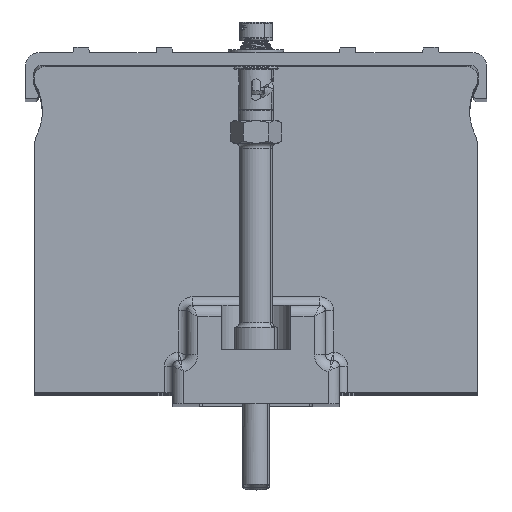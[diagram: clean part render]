
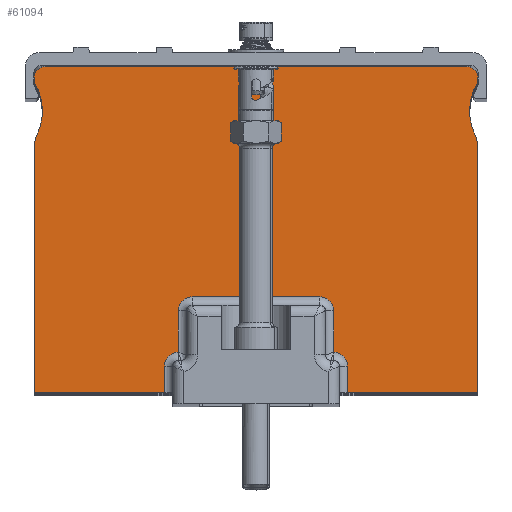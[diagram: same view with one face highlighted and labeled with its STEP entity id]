
A CAD part, top view. The second image highlights one B-rep face of the part: STEP entity #61094.
In plain terms, the highlighted planar face has unit normal (0, 0, 1).
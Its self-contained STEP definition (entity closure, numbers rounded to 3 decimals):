
#3564=CARTESIAN_POINT('',(-48.5,52.8,284.));
#3565=DIRECTION('',(0.,0.,-1.));
#3566=DIRECTION('',(0.857,0.515,0.));
#3567=AXIS2_PLACEMENT_3D('',#3564,#3565,#3566);
#3569=CARTESIAN_POINT('',(-39.5,58.208,284.));
#3570=DIRECTION('',(0.,0.,-1.));
#3571=DIRECTION('',(-0.857,-0.515,0.));
#3572=AXIS2_PLACEMENT_3D('',#3569,#3570,#3571);
#3574=DIRECTION('',(0.,1.,0.));
#3575=VECTOR('',#3574,0.592);
#3576=CARTESIAN_POINT('',(-40.,58.208,284.));
#3577=LINE('',#3576,#3575);
#3578=CARTESIAN_POINT('',(-38.,58.8,284.));
#3579=DIRECTION('',(0.,0.,-1.));
#3580=DIRECTION('',(-1.,0.,0.));
#3581=AXIS2_PLACEMENT_3D('',#3578,#3579,#3580);
#3583=DIRECTION('',(1.,0.,0.));
#3584=VECTOR('',#3583,76.);
#3585=CARTESIAN_POINT('',(-38.,60.8,284.));
#3586=LINE('',#3585,#3584);
#3587=CARTESIAN_POINT('',(38.,58.8,284.));
#3588=DIRECTION('',(0.,0.,-1.));
#3589=DIRECTION('',(0.,1.,0.));
#3590=AXIS2_PLACEMENT_3D('',#3587,#3588,#3589);
#3592=DIRECTION('',(0.,-1.,0.));
#3593=VECTOR('',#3592,0.592);
#3594=CARTESIAN_POINT('',(40.,58.8,284.));
#3595=LINE('',#3594,#3593);
#3596=CARTESIAN_POINT('',(39.5,58.208,284.));
#3597=DIRECTION('',(0.,0.,1.));
#3598=DIRECTION('',(0.857,-0.515,0.));
#3599=AXIS2_PLACEMENT_3D('',#3596,#3597,#3598);
#3601=CARTESIAN_POINT('',(48.5,52.8,284.));
#3602=DIRECTION('',(0.,0.,1.));
#3603=DIRECTION('',(-0.857,0.515,0.));
#3604=AXIS2_PLACEMENT_3D('',#3601,#3602,#3603);
#3606=CARTESIAN_POINT('',(35.,46.262,284.));
#3607=DIRECTION('',(0.,0.,1.));
#3608=DIRECTION('',(1.,0.,0.));
#3609=AXIS2_PLACEMENT_3D('',#3606,#3607,#3608);
#3611=DIRECTION('',(0.,-1.,0.));
#3612=VECTOR('',#3611,44.262);
#3613=CARTESIAN_POINT('',(40.,46.262,284.));
#3614=LINE('',#3613,#3612);
#3615=DIRECTION('',(-1.,0.,0.));
#3616=VECTOR('',#3615,23.5);
#3617=CARTESIAN_POINT('',(40.,2.,284.));
#3618=LINE('',#3617,#3616);
#3619=DIRECTION('',(0.,1.,0.));
#3620=VECTOR('',#3619,4.8);
#3621=CARTESIAN_POINT('',(16.5,2.,284.));
#3622=LINE('',#3621,#3620);
#3623=CARTESIAN_POINT('',(14.,6.8,284.));
#3624=DIRECTION('',(0.,0.,1.));
#3625=DIRECTION('',(1.,0.,0.));
#3626=AXIS2_PLACEMENT_3D('',#3623,#3624,#3625);
#3628=CARTESIAN_POINT('',(14.,9.3,284.));
#3629=CARTESIAN_POINT('',(14.,10.133,284.));
#3630=CARTESIAN_POINT('',(14.,11.8,284.));
#3631=CARTESIAN_POINT('',(14.,14.3,284.));
#3632=CARTESIAN_POINT('',(14.,15.967,284.));
#3633=CARTESIAN_POINT('',(14.,16.8,284.));
#3635=CARTESIAN_POINT('',(11.5,16.8,284.));
#3636=DIRECTION('',(0.,0.,1.));
#3637=DIRECTION('',(1.,0.,0.));
#3638=AXIS2_PLACEMENT_3D('',#3635,#3636,#3637);
#3640=DIRECTION('',(-1.,0.,0.));
#3641=VECTOR('',#3640,23.);
#3642=CARTESIAN_POINT('',(11.5,19.3,284.));
#3643=LINE('',#3642,#3641);
#3644=CARTESIAN_POINT('',(-11.5,16.8,284.));
#3645=DIRECTION('',(0.,0.,1.));
#3646=DIRECTION('',(0.,1.,0.));
#3647=AXIS2_PLACEMENT_3D('',#3644,#3645,#3646);
#3649=CARTESIAN_POINT('',(-14.,16.8,284.));
#3650=CARTESIAN_POINT('',(-14.,15.967,284.));
#3651=CARTESIAN_POINT('',(-14.,14.3,284.));
#3652=CARTESIAN_POINT('',(-14.,11.8,284.));
#3653=CARTESIAN_POINT('',(-14.,10.133,284.));
#3654=CARTESIAN_POINT('',(-14.,9.3,284.));
#3656=CARTESIAN_POINT('',(-14.,6.8,284.));
#3657=DIRECTION('',(0.,0.,1.));
#3658=DIRECTION('',(0.,1.,0.));
#3659=AXIS2_PLACEMENT_3D('',#3656,#3657,#3658);
#3661=DIRECTION('',(0.,-1.,0.));
#3662=VECTOR('',#3661,4.8);
#3663=CARTESIAN_POINT('',(-16.5,6.8,284.));
#3664=LINE('',#3663,#3662);
#3665=DIRECTION('',(-1.,0.,0.));
#3666=VECTOR('',#3665,23.5);
#3667=CARTESIAN_POINT('',(-16.5,2.,284.));
#3668=LINE('',#3667,#3666);
#3669=DIRECTION('',(0.,1.,0.));
#3670=VECTOR('',#3669,44.262);
#3671=CARTESIAN_POINT('',(-40.,2.,284.));
#3672=LINE('',#3671,#3670);
#3673=CARTESIAN_POINT('',(-35.,46.262,284.));
#3674=DIRECTION('',(0.,0.,-1.));
#3675=DIRECTION('',(-1.,0.,0.));
#3676=AXIS2_PLACEMENT_3D('',#3673,#3674,#3675);
#53712=CARTESIAN_POINT('',(-38.,60.8,284.));
#53713=CARTESIAN_POINT('',(38.,60.8,284.));
#53714=VERTEX_POINT('',#53712);
#53715=VERTEX_POINT('',#53713);
#53720=CARTESIAN_POINT('',(40.,2.,284.));
#53722=VERTEX_POINT('',#53720);
#53724=CARTESIAN_POINT('',(-40.,2.,284.));
#53726=VERTEX_POINT('',#53724);
#53920=CARTESIAN_POINT('',(-40.,58.8,284.));
#53921=VERTEX_POINT('',#53920);
#53922=CARTESIAN_POINT('',(40.,58.8,284.));
#53923=VERTEX_POINT('',#53922);
#54585=CARTESIAN_POINT('',(16.5,2.,284.));
#54586=CARTESIAN_POINT('',(16.5,6.8,284.));
#54587=VERTEX_POINT('',#54585);
#54588=VERTEX_POINT('',#54586);
#54589=CARTESIAN_POINT('',(14.,9.3,284.));
#54590=VERTEX_POINT('',#54589);
#54594=VERTEX_POINT('',#3649);
#54595=VERTEX_POINT('',#3654);
#54598=CARTESIAN_POINT('',(-11.5,19.3,284.));
#54599=VERTEX_POINT('',#54598);
#54602=CARTESIAN_POINT('',(11.5,19.3,284.));
#54603=VERTEX_POINT('',#54602);
#54606=CARTESIAN_POINT('',(14.,16.8,284.));
#54607=VERTEX_POINT('',#54606);
#54612=CARTESIAN_POINT('',(-16.5,6.8,284.));
#54613=CARTESIAN_POINT('',(-16.5,2.,284.));
#54614=VERTEX_POINT('',#54612);
#54615=VERTEX_POINT('',#54613);
#54624=CARTESIAN_POINT('',(39.929,57.951,284.));
#54625=CARTESIAN_POINT('',(39.5,48.441,284.));
#54626=VERTEX_POINT('',#54624);
#54627=VERTEX_POINT('',#54625);
#54676=CARTESIAN_POINT('',(40.,58.208,284.));
#54677=VERTEX_POINT('',#54676);
#54678=CARTESIAN_POINT('',(40.,46.262,284.));
#54679=VERTEX_POINT('',#54678);
#54836=CARTESIAN_POINT('',(-39.929,57.951,284.));
#54837=CARTESIAN_POINT('',(-39.5,48.441,284.));
#54838=VERTEX_POINT('',#54836);
#54839=VERTEX_POINT('',#54837);
#54936=CARTESIAN_POINT('',(-40.,46.262,284.));
#54937=VERTEX_POINT('',#54936);
#54938=CARTESIAN_POINT('',(-40.,58.208,284.));
#54939=VERTEX_POINT('',#54938);
#61040=CARTESIAN_POINT('',(0.,0.,284.));
#61041=DIRECTION('',(0.,0.,1.));
#61042=DIRECTION('',(1.,0.,0.));
#61043=AXIS2_PLACEMENT_3D('',#61040,#61041,#61042);
#61044=PLANE('',#61043);
#61046=ORIENTED_EDGE('',*,*,#61045,.F.);
#61048=ORIENTED_EDGE('',*,*,#61047,.T.);
#61050=ORIENTED_EDGE('',*,*,#61049,.T.);
#61052=ORIENTED_EDGE('',*,*,#61051,.T.);
#61054=ORIENTED_EDGE('',*,*,#61053,.T.);
#61056=ORIENTED_EDGE('',*,*,#61055,.T.);
#61058=ORIENTED_EDGE('',*,*,#61057,.T.);
#61060=ORIENTED_EDGE('',*,*,#61059,.F.);
#61062=ORIENTED_EDGE('',*,*,#61061,.T.);
#61064=ORIENTED_EDGE('',*,*,#61063,.F.);
#61066=ORIENTED_EDGE('',*,*,#61065,.T.);
#61068=ORIENTED_EDGE('',*,*,#61067,.T.);
#61070=ORIENTED_EDGE('',*,*,#61069,.T.);
#61072=ORIENTED_EDGE('',*,*,#61071,.T.);
#61074=ORIENTED_EDGE('',*,*,#61073,.T.);
#61076=ORIENTED_EDGE('',*,*,#61075,.T.);
#61078=ORIENTED_EDGE('',*,*,#61077,.T.);
#61080=ORIENTED_EDGE('',*,*,#61079,.T.);
#61082=ORIENTED_EDGE('',*,*,#61081,.T.);
#61083=ORIENTED_EDGE('',*,*,#61030,.T.);
#61085=ORIENTED_EDGE('',*,*,#61084,.T.);
#61087=ORIENTED_EDGE('',*,*,#61086,.T.);
#61089=ORIENTED_EDGE('',*,*,#61088,.T.);
#61091=ORIENTED_EDGE('',*,*,#61090,.T.);
#61092=EDGE_LOOP('',(#61046,#61048,#61050,#61052,#61054,#61056,#61058,#61060,
#61062,#61064,#61066,#61068,#61070,#61072,#61074,#61076,#61078,#61080,#61082,
#61083,#61085,#61087,#61089,#61091));
#61093=FACE_OUTER_BOUND('',#61092,.F.);
#61094=ADVANCED_FACE('',(#61093),#61044,.T.);
#3568=CIRCLE('',#3567,10.);
#3573=CIRCLE('',#3572,0.5);
#3582=CIRCLE('',#3581,2.);
#3591=CIRCLE('',#3590,2.);
#3600=CIRCLE('',#3599,0.5);
#3605=CIRCLE('',#3604,10.);
#3610=CIRCLE('',#3609,5.);
#3627=CIRCLE('',#3626,2.5);
#3634=B_SPLINE_CURVE_WITH_KNOTS('',3,(#3628,#3629,#3630,#3631,#3632,#3633),
.UNSPECIFIED.,.F.,.F.,(4,1,1,4),(0.,0.333,0.667,1.),
.UNSPECIFIED.);
#3639=CIRCLE('',#3638,2.5);
#3648=CIRCLE('',#3647,2.5);
#3655=B_SPLINE_CURVE_WITH_KNOTS('',3,(#3649,#3650,#3651,#3652,#3653,#3654),
.UNSPECIFIED.,.F.,.F.,(4,1,1,4),(0.,0.333,0.667,1.),
.UNSPECIFIED.);
#3660=CIRCLE('',#3659,2.5);
#3677=CIRCLE('',#3676,5.);
#61030=EDGE_CURVE('',#54595,#54614,#3660,.T.);
#61045=EDGE_CURVE('',#54838,#54839,#3568,.T.);
#61047=EDGE_CURVE('',#54838,#54939,#3573,.T.);
#61049=EDGE_CURVE('',#54939,#53921,#3577,.T.);
#61051=EDGE_CURVE('',#53921,#53714,#3582,.T.);
#61053=EDGE_CURVE('',#53714,#53715,#3586,.T.);
#61055=EDGE_CURVE('',#53715,#53923,#3591,.T.);
#61057=EDGE_CURVE('',#53923,#54677,#3595,.T.);
#61059=EDGE_CURVE('',#54626,#54677,#3600,.T.);
#61061=EDGE_CURVE('',#54626,#54627,#3605,.T.);
#61063=EDGE_CURVE('',#54679,#54627,#3610,.T.);
#61065=EDGE_CURVE('',#54679,#53722,#3614,.T.);
#61067=EDGE_CURVE('',#53722,#54587,#3618,.T.);
#61069=EDGE_CURVE('',#54587,#54588,#3622,.T.);
#61071=EDGE_CURVE('',#54588,#54590,#3627,.T.);
#61073=EDGE_CURVE('',#54590,#54607,#3634,.T.);
#61075=EDGE_CURVE('',#54607,#54603,#3639,.T.);
#61077=EDGE_CURVE('',#54603,#54599,#3643,.T.);
#61079=EDGE_CURVE('',#54599,#54594,#3648,.T.);
#61081=EDGE_CURVE('',#54594,#54595,#3655,.T.);
#61084=EDGE_CURVE('',#54614,#54615,#3664,.T.);
#61086=EDGE_CURVE('',#54615,#53726,#3668,.T.);
#61088=EDGE_CURVE('',#53726,#54937,#3672,.T.);
#61090=EDGE_CURVE('',#54937,#54839,#3677,.T.);
